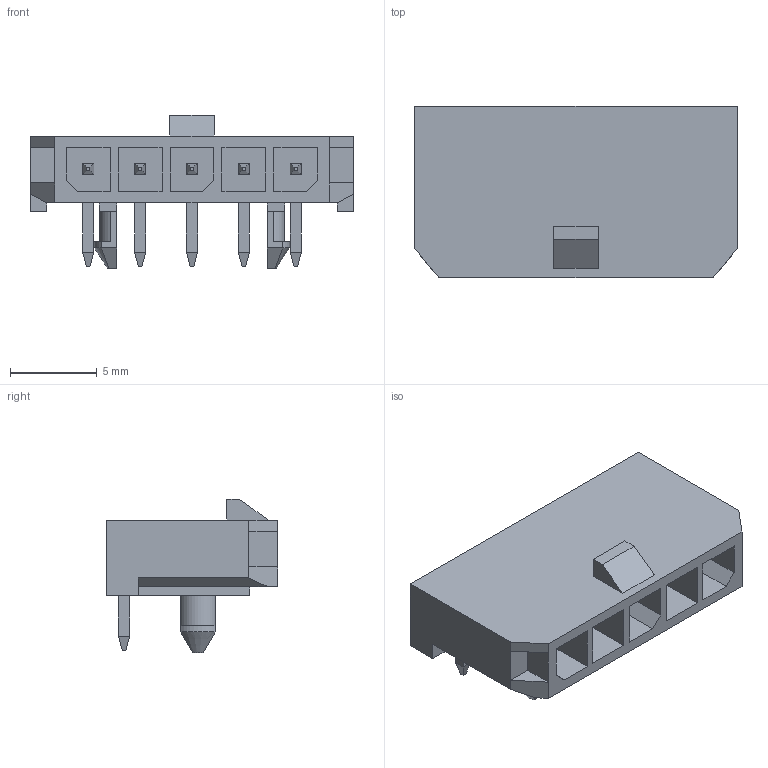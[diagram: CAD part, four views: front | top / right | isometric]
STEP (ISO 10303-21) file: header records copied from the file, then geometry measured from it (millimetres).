
FILE_DESCRIPTION(/* description */ ('STEP AP242','CAx-IF Rec.Pracs.---Representation and Presentation of Product Manufacturing Information (PMI)---4.0---2014-10-13'),/* implementation_level */ '2;1');
FILE_NAME(/* name */ 'MOLEX-MICROFIT-RA-5POS-0436500500.step',/* time_stamp */ '2025-02-04T16:39:23-06:00',/* author */ (''),/* organization */ (''),/* preprocessor_version */ 'ST-DEVELOPER v20',/* originating_system */ 'Autodesk Translation Framework v13.20.0.188',/* authorisation */ '');
FILE_SCHEMA (('AP242_MANAGED_MODEL_BASED_3D_ENGINEERING_MIM_LF { 1 0 10303 442 1 1 4 }'));
Length unit declared in the file: millimetre
Products named in the file (1): 0436500500
Bounding box: 18.64 x 9.9 x 8.87 mm (x, y, z)
Volume: 524.3 mm3; surface area: 1060.1 mm2
Topology: 1 solids, 1 shells, 181 faces, 427 edges, 266 vertices
Faces by surface type: plane 175, cylinder 4, cone 2
Entity records: 5061 total; most frequent: CARTESIAN_POINT 883, ORIENTED_EDGE 854, DIRECTION 799, EDGE_CURVE 427, LINE 411, VECTOR 411, VERTEX_POINT 266, EDGE_LOOP 199
